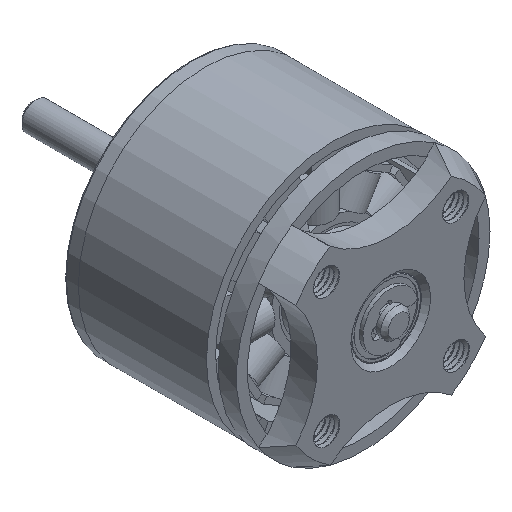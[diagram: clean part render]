
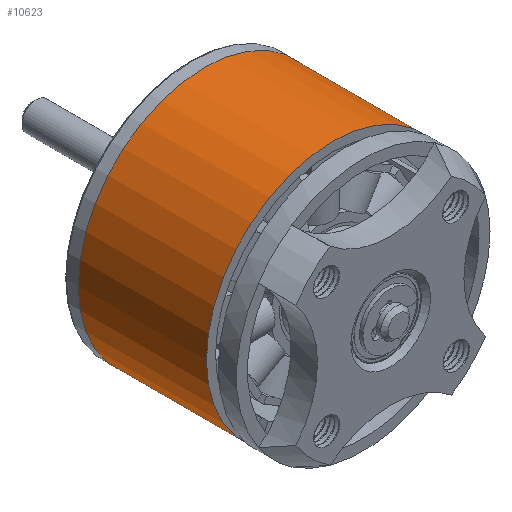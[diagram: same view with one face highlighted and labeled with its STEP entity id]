
A CAD part, isometric view. The second image highlights one B-rep face of the part: STEP entity #10623.
In plain terms, the highlighted cylindrical face has radius 13.8 mm (diameter 27.6 mm), a full revolution.
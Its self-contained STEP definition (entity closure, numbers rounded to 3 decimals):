
#1119=FACE_OUTER_BOUND('',#1725,.T.);
#1725=EDGE_LOOP('',(#7221,#7222,#7223,#7224));
#2376=LINE('',#15357,#3291);
#3291=VECTOR('',#12375,13.8);
#4207=CIRCLE('',#11331,13.8);
#4208=CIRCLE('',#11332,13.8);
#4586=VERTEX_POINT('',#15354);
#4587=VERTEX_POINT('',#15356);
#5601=EDGE_CURVE('',#4586,#4586,#4207,.T.);
#5602=EDGE_CURVE('',#4586,#4587,#2376,.T.);
#5603=EDGE_CURVE('',#4587,#4587,#4208,.T.);
#7221=ORIENTED_EDGE('',*,*,#5601,.F.);
#7222=ORIENTED_EDGE('',*,*,#5602,.T.);
#7223=ORIENTED_EDGE('',*,*,#5603,.T.);
#7224=ORIENTED_EDGE('',*,*,#5602,.F.);
#10456=CYLINDRICAL_SURFACE('',#11330,13.8);
#10623=ADVANCED_FACE('',(#1119),#10456,.T.);
#11330=AXIS2_PLACEMENT_3D('',#15353,#12371,#12372);
#11331=AXIS2_PLACEMENT_3D('',#15355,#12373,#12374);
#11332=AXIS2_PLACEMENT_3D('',#15358,#12376,#12377);
#12371=DIRECTION('center_axis',(0.,1.,0.));
#12372=DIRECTION('ref_axis',(1.,0.,0.));
#12373=DIRECTION('center_axis',(0.,1.,0.));
#12374=DIRECTION('ref_axis',(1.,0.,0.));
#12375=DIRECTION('',(0.,-1.,0.));
#12376=DIRECTION('center_axis',(0.,1.,0.));
#12377=DIRECTION('ref_axis',(1.,0.,0.));
#15353=CARTESIAN_POINT('Origin',(0.,0.,0.));
#15354=CARTESIAN_POINT('',(-13.8,14.,0.));
#15355=CARTESIAN_POINT('Origin',(0.,14.,0.));
#15356=CARTESIAN_POINT('',(-13.8,0.,0.));
#15357=CARTESIAN_POINT('',(-13.8,0.,0.));
#15358=CARTESIAN_POINT('Origin',(0.,0.,0.));
